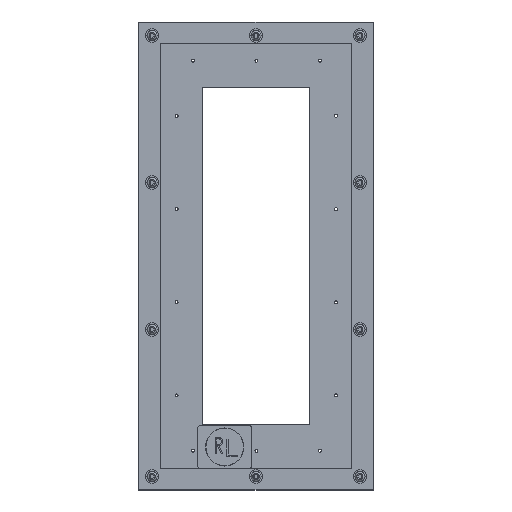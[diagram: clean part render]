
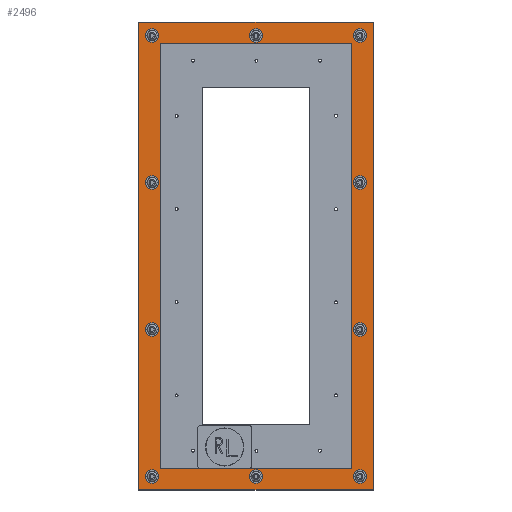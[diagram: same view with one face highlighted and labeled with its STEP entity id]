
A CAD part, top view. The second image highlights one B-rep face of the part: STEP entity #2496.
In plain terms, the highlighted planar face has unit normal (0, 0, 1).
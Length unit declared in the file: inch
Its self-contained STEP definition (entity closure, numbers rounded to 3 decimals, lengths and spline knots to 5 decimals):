
#165=LINE('',#3839,#306);
#169=LINE('',#3847,#310);
#172=LINE('',#3853,#313);
#175=LINE('',#3858,#316);
#177=LINE('',#3863,#318);
#181=LINE('',#3871,#322);
#184=LINE('',#3877,#325);
#187=LINE('',#3882,#328);
#306=VECTOR('',#3141,19.75);
#310=VECTOR('',#3147,8.90625);
#313=VECTOR('',#3152,19.75);
#316=VECTOR('',#3157,8.90625);
#318=VECTOR('',#3161,21.75);
#322=VECTOR('',#3167,10.90625);
#325=VECTOR('',#3172,21.75);
#328=VECTOR('',#3177,10.90625);
#441=PLANE('',#2716);
#583=FACE_BOUND('',#917,.T.);
#584=FACE_BOUND('',#918,.T.);
#585=FACE_BOUND('',#919,.T.);
#586=FACE_BOUND('',#920,.T.);
#587=FACE_BOUND('',#921,.T.);
#588=FACE_BOUND('',#922,.T.);
#589=FACE_BOUND('',#923,.T.);
#590=FACE_BOUND('',#924,.T.);
#591=FACE_BOUND('',#925,.T.);
#592=FACE_BOUND('',#926,.T.);
#593=FACE_BOUND('',#927,.T.);
#689=FACE_OUTER_BOUND('',#916,.T.);
#916=EDGE_LOOP('',(#1900,#1901,#1902,#1903));
#917=EDGE_LOOP('',(#1904));
#918=EDGE_LOOP('',(#1905));
#919=EDGE_LOOP('',(#1906));
#920=EDGE_LOOP('',(#1907));
#921=EDGE_LOOP('',(#1908));
#922=EDGE_LOOP('',(#1909));
#923=EDGE_LOOP('',(#1910));
#924=EDGE_LOOP('',(#1911));
#925=EDGE_LOOP('',(#1912));
#926=EDGE_LOOP('',(#1913));
#927=EDGE_LOOP('',(#1914,#1915,#1916,#1917));
#1110=CIRCLE('',#2680,0.10938);
#1112=CIRCLE('',#2683,0.10938);
#1114=CIRCLE('',#2686,0.10938);
#1116=CIRCLE('',#2689,0.10938);
#1118=CIRCLE('',#2692,0.10938);
#1120=CIRCLE('',#2695,0.10938);
#1122=CIRCLE('',#2698,0.10938);
#1124=CIRCLE('',#2701,0.10938);
#1126=CIRCLE('',#2704,0.10938);
#1128=CIRCLE('',#2707,0.10938);
#1252=VERTEX_POINT('',#3789);
#1254=VERTEX_POINT('',#3794);
#1256=VERTEX_POINT('',#3799);
#1258=VERTEX_POINT('',#3804);
#1260=VERTEX_POINT('',#3809);
#1262=VERTEX_POINT('',#3814);
#1264=VERTEX_POINT('',#3819);
#1266=VERTEX_POINT('',#3824);
#1268=VERTEX_POINT('',#3829);
#1270=VERTEX_POINT('',#3834);
#1271=VERTEX_POINT('',#3837);
#1272=VERTEX_POINT('',#3838);
#1275=VERTEX_POINT('',#3846);
#1277=VERTEX_POINT('',#3852);
#1279=VERTEX_POINT('',#3861);
#1280=VERTEX_POINT('',#3862);
#1283=VERTEX_POINT('',#3870);
#1285=VERTEX_POINT('',#3876);
#1484=EDGE_CURVE('',#1252,#1252,#1110,.T.);
#1486=EDGE_CURVE('',#1254,#1254,#1112,.T.);
#1488=EDGE_CURVE('',#1256,#1256,#1114,.T.);
#1490=EDGE_CURVE('',#1258,#1258,#1116,.T.);
#1492=EDGE_CURVE('',#1260,#1260,#1118,.T.);
#1494=EDGE_CURVE('',#1262,#1262,#1120,.T.);
#1496=EDGE_CURVE('',#1264,#1264,#1122,.T.);
#1498=EDGE_CURVE('',#1266,#1266,#1124,.T.);
#1500=EDGE_CURVE('',#1268,#1268,#1126,.T.);
#1502=EDGE_CURVE('',#1270,#1270,#1128,.T.);
#1503=EDGE_CURVE('',#1271,#1272,#165,.T.);
#1507=EDGE_CURVE('',#1272,#1275,#169,.T.);
#1510=EDGE_CURVE('',#1275,#1277,#172,.T.);
#1513=EDGE_CURVE('',#1277,#1271,#175,.T.);
#1515=EDGE_CURVE('',#1279,#1280,#177,.T.);
#1519=EDGE_CURVE('',#1280,#1283,#181,.T.);
#1522=EDGE_CURVE('',#1283,#1285,#184,.T.);
#1525=EDGE_CURVE('',#1285,#1279,#187,.T.);
#1900=ORIENTED_EDGE('',*,*,#1515,.F.);
#1901=ORIENTED_EDGE('',*,*,#1525,.F.);
#1902=ORIENTED_EDGE('',*,*,#1522,.F.);
#1903=ORIENTED_EDGE('',*,*,#1519,.F.);
#1904=ORIENTED_EDGE('',*,*,#1484,.T.);
#1905=ORIENTED_EDGE('',*,*,#1486,.T.);
#1906=ORIENTED_EDGE('',*,*,#1488,.T.);
#1907=ORIENTED_EDGE('',*,*,#1490,.T.);
#1908=ORIENTED_EDGE('',*,*,#1492,.T.);
#1909=ORIENTED_EDGE('',*,*,#1494,.T.);
#1910=ORIENTED_EDGE('',*,*,#1496,.T.);
#1911=ORIENTED_EDGE('',*,*,#1498,.T.);
#1912=ORIENTED_EDGE('',*,*,#1500,.T.);
#1913=ORIENTED_EDGE('',*,*,#1502,.T.);
#1914=ORIENTED_EDGE('',*,*,#1503,.T.);
#1915=ORIENTED_EDGE('',*,*,#1507,.T.);
#1916=ORIENTED_EDGE('',*,*,#1510,.T.);
#1917=ORIENTED_EDGE('',*,*,#1513,.T.);
#2496=ADVANCED_FACE('',(#689,#583,#584,#585,#586,#587,#588,#589,#590,#591,
#592,#593),#441,.T.);
#2680=AXIS2_PLACEMENT_3D('',#3790,#3083,#3084);
#2683=AXIS2_PLACEMENT_3D('',#3795,#3089,#3090);
#2686=AXIS2_PLACEMENT_3D('',#3800,#3095,#3096);
#2689=AXIS2_PLACEMENT_3D('',#3805,#3101,#3102);
#2692=AXIS2_PLACEMENT_3D('',#3810,#3107,#3108);
#2695=AXIS2_PLACEMENT_3D('',#3815,#3113,#3114);
#2698=AXIS2_PLACEMENT_3D('',#3820,#3119,#3120);
#2701=AXIS2_PLACEMENT_3D('',#3825,#3125,#3126);
#2704=AXIS2_PLACEMENT_3D('',#3830,#3131,#3132);
#2707=AXIS2_PLACEMENT_3D('',#3835,#3137,#3138);
#2716=AXIS2_PLACEMENT_3D('',#3884,#3179,#3180);
#3083=DIRECTION('center_axis',(0.,0.,-1.));
#3084=DIRECTION('ref_axis',(-1.,0.,0.));
#3089=DIRECTION('center_axis',(0.,0.,-1.));
#3090=DIRECTION('ref_axis',(-1.,0.,0.));
#3095=DIRECTION('center_axis',(0.,0.,-1.));
#3096=DIRECTION('ref_axis',(-1.,0.,0.));
#3101=DIRECTION('center_axis',(0.,0.,-1.));
#3102=DIRECTION('ref_axis',(-1.,0.,0.));
#3107=DIRECTION('center_axis',(0.,0.,-1.));
#3108=DIRECTION('ref_axis',(-1.,0.,0.));
#3113=DIRECTION('center_axis',(0.,0.,-1.));
#3114=DIRECTION('ref_axis',(-1.,0.,0.));
#3119=DIRECTION('center_axis',(0.,0.,-1.));
#3120=DIRECTION('ref_axis',(-1.,0.,0.));
#3125=DIRECTION('center_axis',(0.,0.,-1.));
#3126=DIRECTION('ref_axis',(-1.,0.,0.));
#3131=DIRECTION('center_axis',(0.,0.,-1.));
#3132=DIRECTION('ref_axis',(-1.,0.,0.));
#3137=DIRECTION('center_axis',(0.,0.,-1.));
#3138=DIRECTION('ref_axis',(-1.,0.,0.));
#3141=DIRECTION('',(0.,-1.,0.));
#3147=DIRECTION('',(-1.,0.,0.));
#3152=DIRECTION('',(0.,1.,0.));
#3157=DIRECTION('',(1.,0.,0.));
#3161=DIRECTION('',(0.,-1.,0.));
#3167=DIRECTION('',(-1.,0.,0.));
#3172=DIRECTION('',(0.,1.,0.));
#3177=DIRECTION('',(1.,0.,0.));
#3179=DIRECTION('center_axis',(0.,0.,1.));
#3180=DIRECTION('ref_axis',(1.,0.,0.));
#3789=CARTESIAN_POINT('',(16.48475,-23.9196,0.125));
#3790=CARTESIAN_POINT('Origin',(16.37537,-23.9196,0.125));
#3794=CARTESIAN_POINT('',(11.65662,-23.9196,0.125));
#3795=CARTESIAN_POINT('Origin',(11.54725,-23.9196,0.125));
#3799=CARTESIAN_POINT('',(6.8285,-23.9196,0.125));
#3800=CARTESIAN_POINT('Origin',(6.71912,-23.9196,0.125));
#3804=CARTESIAN_POINT('',(16.48475,-17.08626,0.125));
#3805=CARTESIAN_POINT('Origin',(16.37537,-17.08626,0.125));
#3809=CARTESIAN_POINT('',(6.8285,-17.08626,0.125));
#3810=CARTESIAN_POINT('Origin',(6.71912,-17.08626,0.125));
#3814=CARTESIAN_POINT('',(16.48475,-10.25293,0.125));
#3815=CARTESIAN_POINT('Origin',(16.37537,-10.25293,0.125));
#3819=CARTESIAN_POINT('',(6.8285,-10.25293,0.125));
#3820=CARTESIAN_POINT('Origin',(6.71912,-10.25293,0.125));
#3824=CARTESIAN_POINT('',(16.48475,-3.4196,0.125));
#3825=CARTESIAN_POINT('Origin',(16.37537,-3.4196,0.125));
#3829=CARTESIAN_POINT('',(11.65662,-3.4196,0.125));
#3830=CARTESIAN_POINT('Origin',(11.54725,-3.4196,0.125));
#3834=CARTESIAN_POINT('',(6.8285,-3.4196,0.125));
#3835=CARTESIAN_POINT('Origin',(6.71912,-3.4196,0.125));
#3837=CARTESIAN_POINT('',(16.00037,-3.7946,0.125));
#3838=CARTESIAN_POINT('',(16.00037,-23.5446,0.125));
#3839=CARTESIAN_POINT('',(16.00037,-8.7321,0.125));
#3846=CARTESIAN_POINT('',(7.09412,-23.5446,0.125));
#3847=CARTESIAN_POINT('',(13.77381,-23.5446,0.125));
#3852=CARTESIAN_POINT('',(7.09412,-3.7946,0.125));
#3853=CARTESIAN_POINT('',(7.09412,-18.6071,0.125));
#3858=CARTESIAN_POINT('',(9.32069,-3.7946,0.125));
#3861=CARTESIAN_POINT('',(17.00037,-2.7946,0.125));
#3862=CARTESIAN_POINT('',(17.00037,-24.5446,0.125));
#3863=CARTESIAN_POINT('',(17.00037,-2.7946,0.125));
#3870=CARTESIAN_POINT('',(6.09412,-24.5446,0.125));
#3871=CARTESIAN_POINT('',(17.00037,-24.5446,0.125));
#3876=CARTESIAN_POINT('',(6.09412,-2.7946,0.125));
#3877=CARTESIAN_POINT('',(6.09412,-24.5446,0.125));
#3882=CARTESIAN_POINT('',(6.09412,-2.7946,0.125));
#3884=CARTESIAN_POINT('Origin',(11.54725,-13.6696,0.125));
